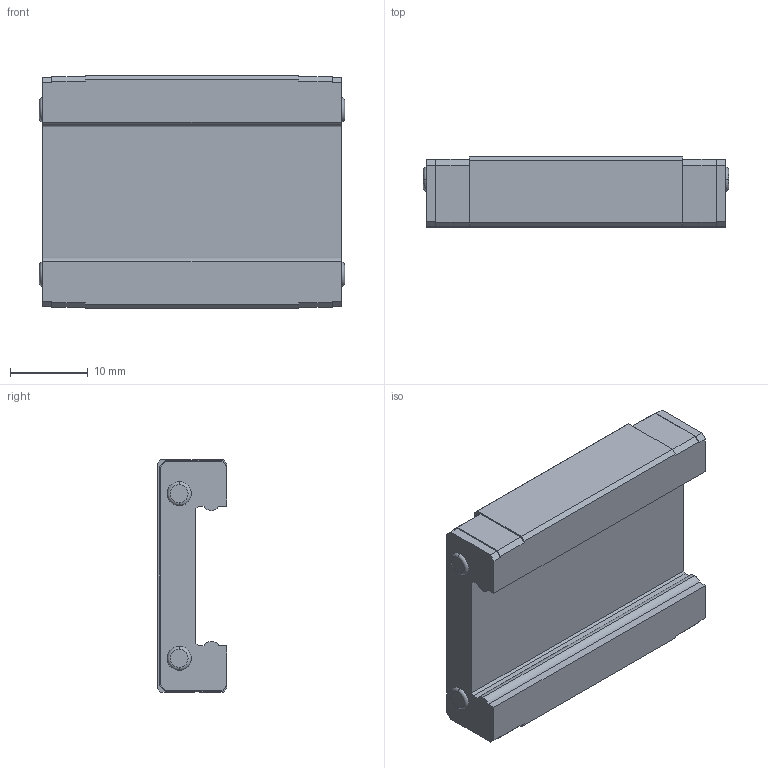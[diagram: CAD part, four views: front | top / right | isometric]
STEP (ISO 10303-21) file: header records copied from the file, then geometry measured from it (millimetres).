
FILE_DESCRIPTION (( 'STEP AP203' ), '1' );
FILE_NAME ('mgw9c.STEP', '2007-10-22T12:34:13', ( 'HIWIN GmbH' ), ( '77654 Offenburg' ), 'SwSTEP 2.0', 'SolidWorks 2006104', '' );
FILE_SCHEMA (( 'CONFIG_CONTROL_DESIGN' ));
Length unit declared in the file: millimetre
Products named in the file (1): mgw9c
Bounding box: 39.3 x 9 x 30 mm (x, y, z)
Volume: 7449.8 mm3; surface area: 3806.7 mm2
Topology: 1 solids, 1 shells, 90 faces, 239 edges, 152 vertices
Faces by surface type: plane 60, cylinder 14, torus 8, cone 8
Entity records: 2800 total; most frequent: CARTESIAN_POINT 474, DIRECTION 469, ORIENTED_EDGE 462, EDGE_CURVE 231, LINE 175, VECTOR 175, VERTEX_POINT 152, AXIS2_PLACEMENT_3D 147
